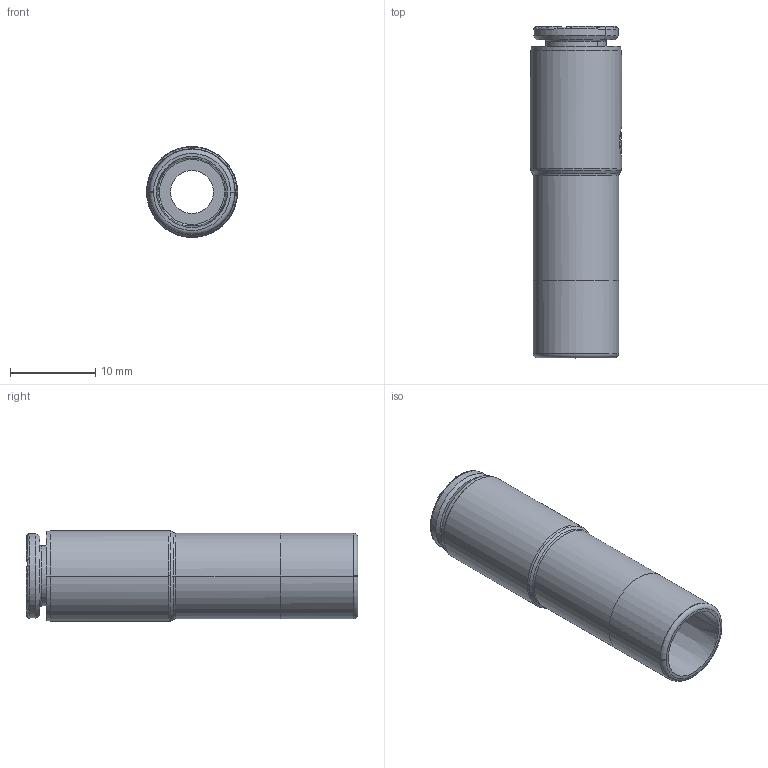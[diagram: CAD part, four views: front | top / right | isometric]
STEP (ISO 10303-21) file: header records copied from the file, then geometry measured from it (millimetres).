
FILE_DESCRIPTION(('STEP AP214'),'1');
FILE_NAME('6866_06_10.stp','2016-07-07T14:45:28',('TraceParts'),('TraceParts S.A.'),'Spatial InterOp 3D',' ',' ');
FILE_SCHEMA(('automotive_design'));
Length unit declared in the file: millimetre
Products named in the file (8): V866-06-10_ASM|Next assembly relationship#44106-64_ASM|Next assembly relationship#44106-26;44106-26; V866-06-10_ASM|Next assembly relationship#44106-64_ASM|Next assembly relationship#44106;44106; V866-06-10_ASM|Next assembly relationship#44106-64_ASM|Next assembly relationship#44106-27;44106-27; V866-06-10_ASM|Next assembly relationship#44106-64_ASM|Next assembly relationship#44126-20;44126-20; V866-06-10_ASM|Next assembly relationship#44516-24;44516-24; V866-06-10_ASM|Next assembly relationship#44106-11-10-ASM;44106-11-10-ASM
Bounding box: 10.65 x 38.82 x 10.65 mm (x, y, z)
Volume: 1451.2 mm3; surface area: 3558.4 mm2
Topology: 6 solids, 8 shells, 621 faces, 1614 edges, 1021 vertices
Faces by surface type: plane 299, cylinder 109, cone 79, torus 78, bspline 54, sphere 2
Entity records: 21138 total; most frequent: CARTESIAN_POINT 5996, ORIENTED_EDGE 3216, DIRECTION 3028, EDGE_CURVE 1612, AXIS2_PLACEMENT_3D 1039, VERTEX_POINT 1021, LINE 950, VECTOR 950
